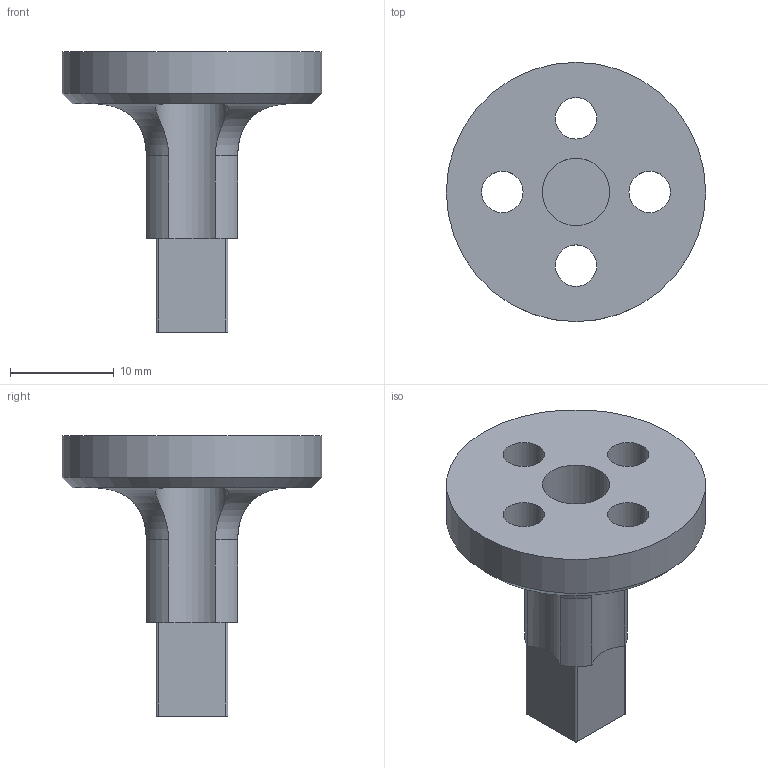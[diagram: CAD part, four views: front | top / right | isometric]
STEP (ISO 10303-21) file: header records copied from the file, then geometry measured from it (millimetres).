
FILE_DESCRIPTION(/* description */ (''),/* implementation_level */ '2;1');
FILE_NAME(/* name */ 'DriveshaftLower.stp',/* time_stamp */ '2023-04-16T23:23:48-04:00',/* author */ (''),/* organization */ (''),/* preprocessor_version */ 'ST-DEVELOPER v18.102',/* originating_system */ 'SIEMENS PLM Software NX2206.6002',/* authorisation */ '');
FILE_SCHEMA (('AUTOMOTIVE_DESIGN { 1 0 10303 214 3 1 1 1 }'));
Length unit declared in the file: millimetre
Products named in the file (1): DriveshaftLower
Bounding box: 25 x 25 x 27 mm (x, y, z)
Volume: 3174.1 mm3; surface area: 2363.5 mm2
Topology: 1 solids, 1 shells, 35 faces, 90 edges, 61 vertices
Faces by surface type: cylinder 19, plane 10, torus 4, cone 1, bspline 1
Full cylindrical faces by diameter (mm): 4 x5, 6.5 x1, 25 x1
Entity records: 1105 total; most frequent: CARTESIAN_POINT 251, DIRECTION 182, ORIENTED_EDGE 152, AXIS2_PLACEMENT_3D 79, EDGE_CURVE 76, EDGE_LOOP 56, VERTEX_POINT 56, CIRCLE 44
